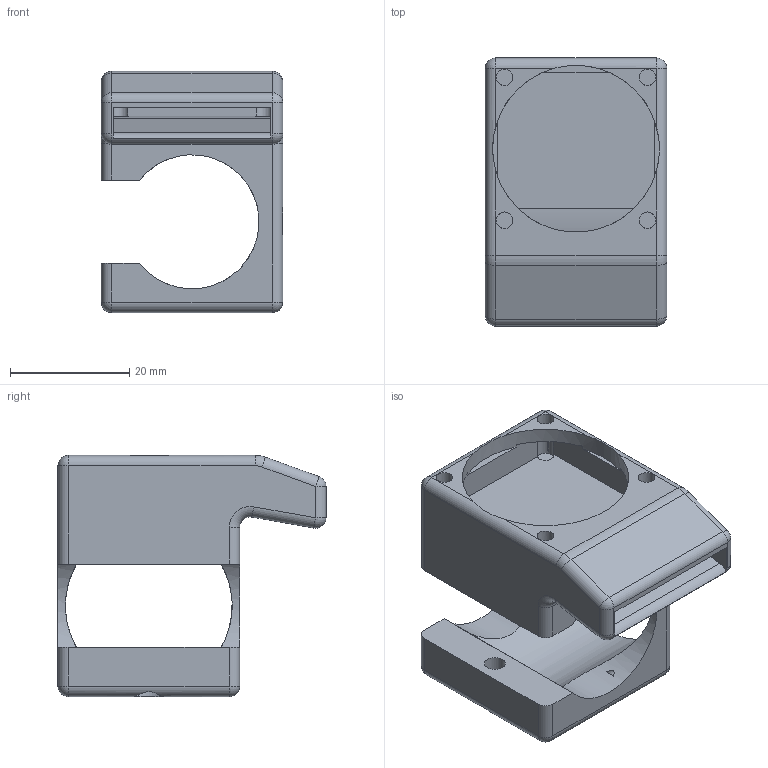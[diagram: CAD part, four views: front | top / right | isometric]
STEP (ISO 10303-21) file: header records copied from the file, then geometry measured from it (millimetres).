
FILE_DESCRIPTION(/* description */ (''),/* implementation_level */ '2;1');
FILE_NAME(/* name */ 'Layer & Hot End Fan mount.stp',/* time_stamp */ '2020-02-25T17:11:41+00:00',/* author */ ('Ax'),/* organization */ (''),/* preprocessor_version */ 'ST-DEVELOPER v17',/* originating_system */ 'Autodesk Inventor 2019',/* authorisation */ '');
FILE_SCHEMA (('AUTOMOTIVE_DESIGN { 1 0 10303 214 3 1 1 }'));
Length unit declared in the file: millimetre
Products named in the file (1): Layer & Hot End Fan mount
Bounding box: 30.5 x 45 x 40.5 mm (x, y, z)
Volume: 14285.7 mm3; surface area: 10412.9 mm2
Topology: 1 solids, 1 shells, 106 faces, 296 edges, 186 vertices
Faces by surface type: plane 52, cylinder 40, sphere 10, torus 4
Full cylindrical faces by diameter (mm): 2.8 x4, 3 x5, 3.5 x1, 6 x1, 28 x2
Entity records: 3756 total; most frequent: CARTESIAN_POINT 882, DIRECTION 622, ORIENTED_EDGE 592, EDGE_CURVE 296, AXIS2_PLACEMENT_3D 239, VERTEX_POINT 186, LINE 144, VECTOR 144
